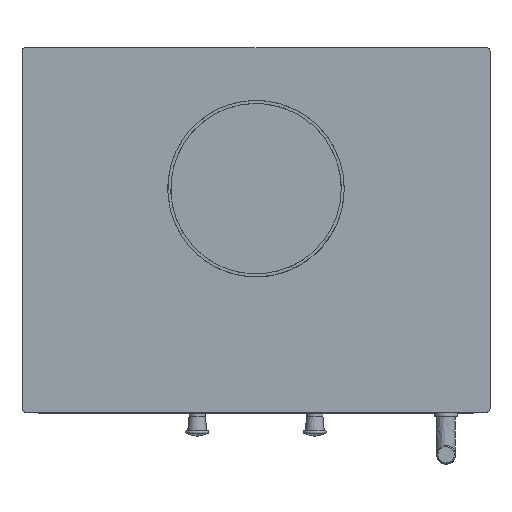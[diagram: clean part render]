
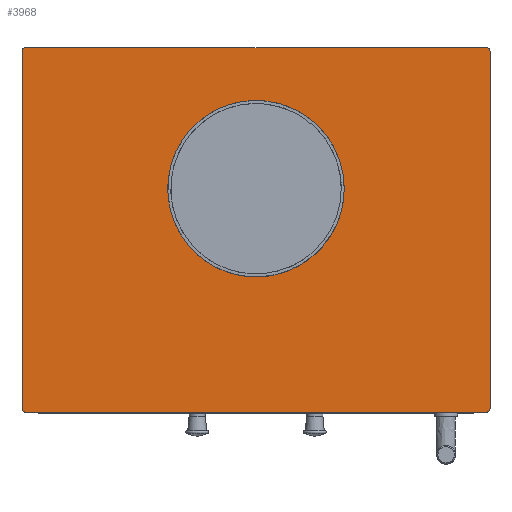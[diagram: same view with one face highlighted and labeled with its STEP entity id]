
A CAD part, top view. The second image highlights one B-rep face of the part: STEP entity #3968.
In plain terms, the highlighted free-form (B-spline) face has degree [1, 1] with [2, 2] control points.
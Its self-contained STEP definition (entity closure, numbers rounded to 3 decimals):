
#3532 = EDGE_CURVE('',#3533,#3535,#3537,.T.);
#3533 = VERTEX_POINT('',#3534);
#3534 = CARTESIAN_POINT('',(-204.575,315.601,
    564.38));
#3535 = VERTEX_POINT('',#3536);
#3536 = CARTESIAN_POINT('',(-201.491,318.685,
    564.38));
#3537 = ( BOUNDED_CURVE() B_SPLINE_CURVE(2,(#3538,#3539,#3540),
.UNSPECIFIED.,.F.,.F.) B_SPLINE_CURVE_WITH_KNOTS((3,3),(5.498,
7.069),.PIECEWISE_BEZIER_KNOTS.) CURVE() 
GEOMETRIC_REPRESENTATION_ITEM() RATIONAL_B_SPLINE_CURVE((1.,
0.707,1.)) REPRESENTATION_ITEM('') );
#3538 = CARTESIAN_POINT('',(-204.575,315.601,
    564.38));
#3539 = CARTESIAN_POINT('',(-204.575,318.685,564.38
    ));
#3540 = CARTESIAN_POINT('',(-201.491,318.685,
    564.38));
#3581 = VERTEX_POINT('',#3582);
#3582 = CARTESIAN_POINT('',(-204.575,3.084,564.38
    ));
#3587 = EDGE_CURVE('',#3581,#3533,#3588,.T.);
#3588 = B_SPLINE_CURVE_WITH_KNOTS('',1,(#3589,#3590),.UNSPECIFIED.,.F.,
  .F.,(2,2),(3.,307.),.PIECEWISE_BEZIER_KNOTS.);
#3589 = CARTESIAN_POINT('',(-204.575,3.084,564.38
    ));
#3590 = CARTESIAN_POINT('',(-204.575,315.601,
    564.38));
#3717 = VERTEX_POINT('',#3718);
#3718 = CARTESIAN_POINT('',(201.491,318.685,
    564.38));
#3723 = EDGE_CURVE('',#3717,#3724,#3726,.T.);
#3724 = VERTEX_POINT('',#3725);
#3725 = CARTESIAN_POINT('',(204.575,315.601,
    564.38));
#3726 = ( BOUNDED_CURVE() B_SPLINE_CURVE(2,(#3727,#3728,#3729),
.UNSPECIFIED.,.F.,.F.) B_SPLINE_CURVE_WITH_KNOTS((3,3),(5.498,
7.069),.PIECEWISE_BEZIER_KNOTS.) CURVE() 
GEOMETRIC_REPRESENTATION_ITEM() RATIONAL_B_SPLINE_CURVE((1.,
0.707,1.)) REPRESENTATION_ITEM('') );
#3727 = CARTESIAN_POINT('',(201.491,318.685,
    564.38));
#3728 = CARTESIAN_POINT('',(204.575,318.685,
    564.38));
#3729 = CARTESIAN_POINT('',(204.575,315.601,
    564.38));
#3747 = EDGE_CURVE('',#3748,#3724,#3750,.T.);
#3748 = VERTEX_POINT('',#3749);
#3749 = CARTESIAN_POINT('',(204.575,3.084,
    564.38));
#3750 = B_SPLINE_CURVE_WITH_KNOTS('',1,(#3751,#3752),.UNSPECIFIED.,.F.,
  .F.,(2,2),(3.,307.),.PIECEWISE_BEZIER_KNOTS.);
#3751 = CARTESIAN_POINT('',(204.575,3.084,
    564.38));
#3752 = CARTESIAN_POINT('',(204.575,315.601,
    564.38));
#3769 = EDGE_CURVE('',#3535,#3717,#3770,.T.);
#3770 = B_SPLINE_CURVE_WITH_KNOTS('',1,(#3771,#3772),.UNSPECIFIED.,.F.,
  .F.,(2,2),(-395.,-3.),.PIECEWISE_BEZIER_KNOTS.);
#3771 = CARTESIAN_POINT('',(-201.491,318.685,
    564.38));
#3772 = CARTESIAN_POINT('',(201.491,318.685,
    564.38));
#3921 = VERTEX_POINT('',#3922);
#3922 = CARTESIAN_POINT('',(77.101,195.323,
    564.38));
#3927 = EDGE_CURVE('',#3921,#3921,#3928,.T.);
#3928 = ( BOUNDED_CURVE() B_SPLINE_CURVE(2,(#3929,#3930,#3931,#3932,
#3933,#3934,#3935),.UNSPECIFIED.,.T.,.F.) B_SPLINE_CURVE_WITH_KNOTS((3,2
    ,2,3),(3.142,5.236,7.33,9.425),
.PIECEWISE_BEZIER_KNOTS.) CURVE() GEOMETRIC_REPRESENTATION_ITEM() 
RATIONAL_B_SPLINE_CURVE((1.,0.5,1.,0.5,1.,0.5,1.)) REPRESENTATION_ITEM(
  '') );
#3929 = CARTESIAN_POINT('',(77.101,195.323,
    564.38));
#3930 = CARTESIAN_POINT('',(77.101,61.78,
    564.38));
#3931 = CARTESIAN_POINT('',(-38.551,128.551,
    564.38));
#3932 = CARTESIAN_POINT('',(-154.202,195.323,
    564.38));
#3933 = CARTESIAN_POINT('',(-38.551,262.094,
    564.38));
#3934 = CARTESIAN_POINT('',(77.101,328.866,
    564.38));
#3935 = CARTESIAN_POINT('',(77.101,195.323,
    564.38));
#3968 = ADVANCED_FACE('',(#3969,#3997),#4000,.T.);
#3969 = FACE_BOUND('',#3970,.T.);
#3970 = EDGE_LOOP('',(#3971,#3972,#3973,#3981,#3988,#3994,#3995,#3996));
#3971 = ORIENTED_EDGE('',*,*,#3532,.F.);
#3972 = ORIENTED_EDGE('',*,*,#3587,.F.);
#3973 = ORIENTED_EDGE('',*,*,#3974,.F.);
#3974 = EDGE_CURVE('',#3975,#3581,#3977,.T.);
#3975 = VERTEX_POINT('',#3976);
#3976 = CARTESIAN_POINT('',(-201.491,0.,564.38));
#3977 = ( BOUNDED_CURVE() B_SPLINE_CURVE(2,(#3978,#3979,#3980),
.UNSPECIFIED.,.F.,.F.) B_SPLINE_CURVE_WITH_KNOTS((3,3),(5.498,
7.069),.PIECEWISE_BEZIER_KNOTS.) CURVE() 
GEOMETRIC_REPRESENTATION_ITEM() RATIONAL_B_SPLINE_CURVE((1.,
0.707,1.)) REPRESENTATION_ITEM('') );
#3978 = CARTESIAN_POINT('',(-201.491,0.,564.38));
#3979 = CARTESIAN_POINT('',(-204.575,0.,
    564.38));
#3980 = CARTESIAN_POINT('',(-204.575,3.084,564.38
    ));
#3981 = ORIENTED_EDGE('',*,*,#3982,.F.);
#3982 = EDGE_CURVE('',#3983,#3975,#3985,.T.);
#3983 = VERTEX_POINT('',#3984);
#3984 = CARTESIAN_POINT('',(201.491,0.,564.38));
#3985 = B_SPLINE_CURVE_WITH_KNOTS('',1,(#3986,#3987),.UNSPECIFIED.,.F.,
  .F.,(2,2),(-383.,9.),.PIECEWISE_BEZIER_KNOTS.);
#3986 = CARTESIAN_POINT('',(201.491,0.,564.38));
#3987 = CARTESIAN_POINT('',(-201.491,0.,564.38));
#3988 = ORIENTED_EDGE('',*,*,#3989,.F.);
#3989 = EDGE_CURVE('',#3748,#3983,#3990,.T.);
#3990 = ( BOUNDED_CURVE() B_SPLINE_CURVE(2,(#3991,#3992,#3993),
.UNSPECIFIED.,.F.,.F.) B_SPLINE_CURVE_WITH_KNOTS((3,3),(5.498,
7.069),.PIECEWISE_BEZIER_KNOTS.) CURVE() 
GEOMETRIC_REPRESENTATION_ITEM() RATIONAL_B_SPLINE_CURVE((1.,
0.707,1.)) REPRESENTATION_ITEM('') );
#3991 = CARTESIAN_POINT('',(204.575,3.084,
    564.38));
#3992 = CARTESIAN_POINT('',(204.575,0.,
    564.38));
#3993 = CARTESIAN_POINT('',(201.491,0.,564.38));
#3994 = ORIENTED_EDGE('',*,*,#3747,.T.);
#3995 = ORIENTED_EDGE('',*,*,#3723,.F.);
#3996 = ORIENTED_EDGE('',*,*,#3769,.F.);
#3997 = FACE_BOUND('',#3998,.T.);
#3998 = EDGE_LOOP('',(#3999));
#3999 = ORIENTED_EDGE('',*,*,#3927,.T.);
#4000 = B_SPLINE_SURFACE_WITH_KNOTS('',1,1,(
    (#4001,#4002)
    ,(#4003,#4004
    )),.UNSPECIFIED.,.F.,.F.,.F.,(2,2),(2,2),(0.,398.),
  (0.,310.),.PIECEWISE_BEZIER_KNOTS.);
#4001 = CARTESIAN_POINT('',(-204.575,0.,
    564.38));
#4002 = CARTESIAN_POINT('',(-204.575,318.685,564.38
    ));
#4003 = CARTESIAN_POINT('',(204.575,0.,
    564.38));
#4004 = CARTESIAN_POINT('',(204.575,318.685,
    564.38));
